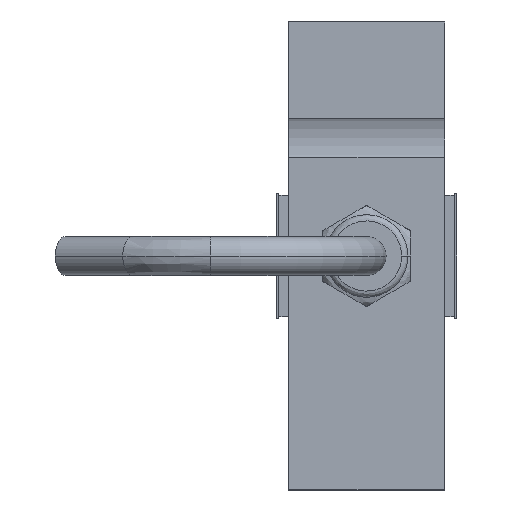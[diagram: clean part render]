
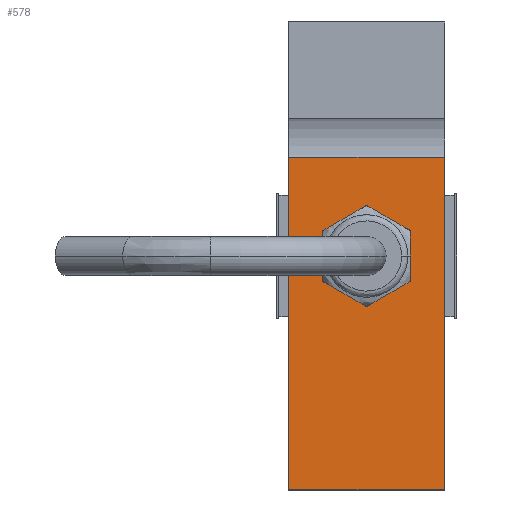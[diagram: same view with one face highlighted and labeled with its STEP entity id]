
A CAD part, left-side view. The second image highlights one B-rep face of the part: STEP entity #578.
In plain terms, the highlighted planar face has unit normal (-1, 0, 0).
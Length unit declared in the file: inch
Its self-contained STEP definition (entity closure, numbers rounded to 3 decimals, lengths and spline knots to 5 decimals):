
#45 = CARTESIAN_POINT ( 'NONE',  ( -1., -0.26197, -1.5 ) ) ;
#46 =( BOUNDED_CURVE ( )  B_SPLINE_CURVE ( 3, ( #47, #48, #49, #50 ),
 .UNSPECIFIED., .F., .F. ) 
 B_SPLINE_CURVE_WITH_KNOTS ( ( 4, 4 ),
 ( 0., 1. ),
 .UNSPECIFIED. ) 
 CURVE ( )  GEOMETRIC_REPRESENTATION_ITEM ( )  RATIONAL_B_SPLINE_CURVE ( ( 1., 0.333, 0.333, 1. ) ) 
 REPRESENTATION_ITEM ( '' )  );
#47 = CARTESIAN_POINT ( 'NONE',  ( -1., -0.26197, -1.5 ) ) ;
#48 = CARTESIAN_POINT ( 'NONE',  ( -1., -0.26197, -0.97606 ) ) ;
#49 = CARTESIAN_POINT ( 'NONE',  ( -1., 0.26197, -0.97606 ) ) ;
#50 = CARTESIAN_POINT ( 'NONE',  ( -1., 0.26197, -1.5 ) ) ;
#169 =( BOUNDED_CURVE ( )  B_SPLINE_CURVE ( 3, ( #170, #173, #174, #175 ),
 .UNSPECIFIED., .F., .T. ) 
 B_SPLINE_CURVE_WITH_KNOTS ( ( 4, 4 ),
 ( 0., 1. ),
 .UNSPECIFIED. ) 
 CURVE ( )  GEOMETRIC_REPRESENTATION_ITEM ( )  RATIONAL_B_SPLINE_CURVE ( ( 1., 0.333, 0.333, 1. ) ) 
 REPRESENTATION_ITEM ( '' )  );
#170 = CARTESIAN_POINT ( 'NONE',  ( -1., 0.26197, -1.5 ) ) ;
#173 = CARTESIAN_POINT ( 'NONE',  ( -1., 0.26197, -2.02394 ) ) ;
#174 = CARTESIAN_POINT ( 'NONE',  ( -1., -0.26197, -2.02394 ) ) ;
#175 = CARTESIAN_POINT ( 'NONE',  ( -1., -0.26197, -1.5 ) ) ;
#305 = EDGE_CURVE ( 'NONE', #1020, #2316, #1296, .T. ) ;
#511 = EDGE_LOOP ( 'NONE', ( #646, #1578 ) ) ;
#578 = ADVANCED_FACE ( 'NONE', ( #2069, #2070 ), #2071, .F. ) ;
#635 = EDGE_CURVE ( 'NONE', #2567, #2039, #46, .T. ) ;
#646 = ORIENTED_EDGE ( 'NONE', *, *, #635, .F. ) ;
#795 = VERTEX_POINT ( 'NONE', #2449 ) ;
#819 = EDGE_CURVE ( 'NONE', #795, #1020, #2606, .T. ) ;
#841 = ORIENTED_EDGE ( 'NONE', *, *, #906, .F. ) ;
#850 = ORIENTED_EDGE ( 'NONE', *, *, #1041, .F. ) ;
#881 = VERTEX_POINT ( 'NONE', #1306 ) ;
#895 = EDGE_LOOP ( 'NONE', ( #841, #948, #903, #850 ) ) ;
#903 = ORIENTED_EDGE ( 'NONE', *, *, #819, .F. ) ;
#906 = EDGE_CURVE ( 'NONE', #2316, #881, #1426, .T. ) ;
#948 = ORIENTED_EDGE ( 'NONE', *, *, #305, .F. ) ;
#1020 = VERTEX_POINT ( 'NONE', #2573 ) ;
#1041 = EDGE_CURVE ( 'NONE', #881, #795, #2660, .T. ) ;
#1059 = EDGE_CURVE ( 'NONE', #2039, #2567, #169, .T. ) ;
#1296 = LINE ( 'NONE', #1297, #1298 ) ;
#1297 = CARTESIAN_POINT ( 'NONE',  ( -1., 0.5, -1.934 ) ) ;
#1298 = VECTOR ( 'NONE', #1299, 39.37008 ) ;
#1299 = DIRECTION ( 'NONE',  ( 0., 0., 1. ) ) ;
#1306 = CARTESIAN_POINT ( 'NONE',  ( -1., -0.5, -0.868 ) ) ;
#1426 = LINE ( 'NONE', #1427, #1428 ) ;
#1427 = CARTESIAN_POINT ( 'NONE',  ( -1., 0., -0.868 ) ) ;
#1428 = VECTOR ( 'NONE', #1429, 39.37008 ) ;
#1429 = DIRECTION ( 'NONE',  ( 0., -1., 0. ) ) ;
#1578 = ORIENTED_EDGE ( 'NONE', *, *, #1059, .F. ) ;
#2039 = VERTEX_POINT ( 'NONE', #2311 ) ;
#2069 = FACE_BOUND ( 'NONE', #511, .T. ) ;
#2070 = FACE_OUTER_BOUND ( 'NONE', #895, .T. ) ;
#2071 = PLANE ( 'NONE',  #2073 ) ;
#2073 = AXIS2_PLACEMENT_3D ( 'NONE', #2074, #2075, #2076 ) ;
#2074 = CARTESIAN_POINT ( 'NONE',  ( -1., -0.5, -0.868 ) ) ;
#2075 = DIRECTION ( 'NONE',  ( 1., 0., 0. ) ) ;
#2076 = DIRECTION ( 'NONE',  ( 0., 0., -1. ) ) ;
#2311 = CARTESIAN_POINT ( 'NONE',  ( -1., 0.26197, -1.5 ) ) ;
#2316 = VERTEX_POINT ( 'NONE', #2579 ) ;
#2449 = CARTESIAN_POINT ( 'NONE',  ( -1., -0.5, -3. ) ) ;
#2567 = VERTEX_POINT ( 'NONE', #45 ) ;
#2573 = CARTESIAN_POINT ( 'NONE',  ( -1., 0.5, -3. ) ) ;
#2579 = CARTESIAN_POINT ( 'NONE',  ( -1., 0.5, -0.868 ) ) ;
#2606 = LINE ( 'NONE', #2607, #2608 ) ;
#2607 = CARTESIAN_POINT ( 'NONE',  ( -1., 0., -3. ) ) ;
#2608 = VECTOR ( 'NONE', #2609, 39.37008 ) ;
#2609 = DIRECTION ( 'NONE',  ( 0., 1., 0. ) ) ;
#2660 = LINE ( 'NONE', #2661, #2662 ) ;
#2661 = CARTESIAN_POINT ( 'NONE',  ( -1., -0.5, -1.934 ) ) ;
#2662 = VECTOR ( 'NONE', #2663, 39.37008 ) ;
#2663 = DIRECTION ( 'NONE',  ( 0., 0., -1. ) ) ;
